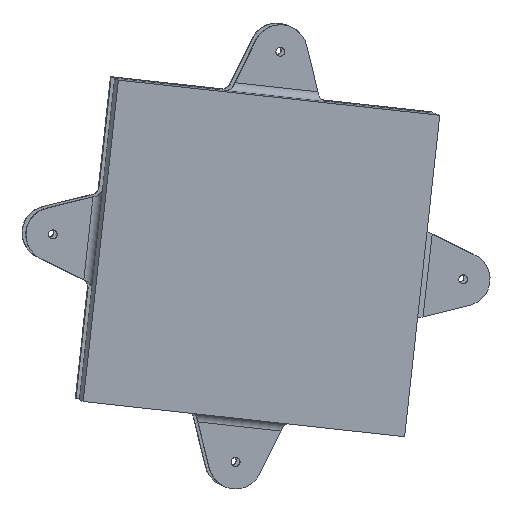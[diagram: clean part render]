
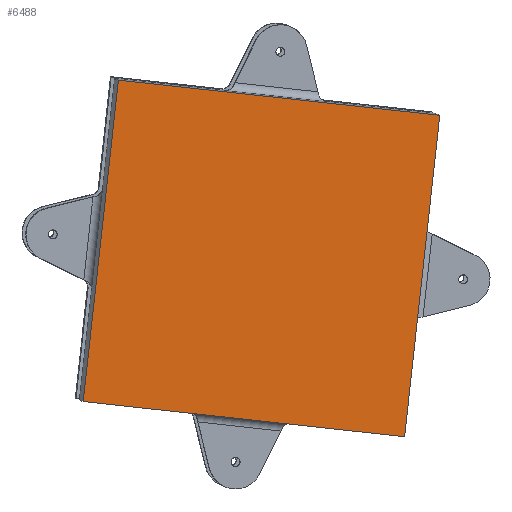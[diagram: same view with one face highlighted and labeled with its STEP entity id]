
A CAD part, front view. The second image highlights one B-rep face of the part: STEP entity #6488.
In plain terms, the highlighted face is planar.
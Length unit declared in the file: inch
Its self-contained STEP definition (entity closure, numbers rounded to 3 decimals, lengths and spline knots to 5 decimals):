
#66 = CARTESIAN_POINT ( 'NONE',  ( -1.8, 3.3, 1.8 ) ) ;
#443 = LINE ( 'NONE', #2522, #4739 ) ;
#581 = CARTESIAN_POINT ( 'NONE',  ( -1.8, 3.3, -1.8 ) ) ;
#655 = VERTEX_POINT ( 'NONE', #5695 ) ;
#751 = CARTESIAN_POINT ( 'NONE',  ( 1.8, 3.3, 1.8 ) ) ;
#768 = EDGE_CURVE ( 'NONE', #2312, #655, #3754, .T. ) ;
#849 = VERTEX_POINT ( 'NONE', #3452 ) ;
#920 = VERTEX_POINT ( 'NONE', #751 ) ;
#1026 = DIRECTION ( 'NONE',  ( -1., 0., 0. ) ) ;
#1096 = EDGE_CURVE ( 'NONE', #920, #849, #4660, .T. ) ;
#1440 = EDGE_CURVE ( 'NONE', #655, #920, #443, .T. ) ;
#1536 = VECTOR ( 'NONE', #5317, 39.37008 ) ;
#1547 = PLANE ( 'NONE',  #5479 ) ;
#1582 = ORIENTED_EDGE ( 'NONE', *, *, #4634, .T. ) ;
#2076 = CARTESIAN_POINT ( 'NONE',  ( 1.8, 3.3, 1.8 ) ) ;
#2144 = CARTESIAN_POINT ( 'NONE',  ( 0.52, 3.3, 0. ) ) ;
#2264 = VECTOR ( 'NONE', #1026, 39.37008 ) ;
#2312 = VERTEX_POINT ( 'NONE', #581 ) ;
#2453 = DIRECTION ( 'NONE',  ( 1., 0., 0. ) ) ;
#2522 = CARTESIAN_POINT ( 'NONE',  ( -1.8, 3.3, 1.8 ) ) ;
#2629 = DIRECTION ( 'NONE',  ( 0., 0., -1. ) ) ;
#3082 = DIRECTION ( 'NONE',  ( 0., -1., 0. ) ) ;
#3201 = EDGE_LOOP ( 'NONE', ( #6486, #1582, #4784, #4801 ) ) ;
#3452 = CARTESIAN_POINT ( 'NONE',  ( 1.8, 3.3, -1.8 ) ) ;
#3754 = LINE ( 'NONE', #66, #1536 ) ;
#4155 = DIRECTION ( 'NONE',  ( 0., 0., -1. ) ) ;
#4634 = EDGE_CURVE ( 'NONE', #849, #2312, #4669, .T. ) ;
#4642 = VECTOR ( 'NONE', #4155, 39.37008 ) ;
#4660 = LINE ( 'NONE', #2076, #4642 ) ;
#4669 = LINE ( 'NONE', #5734, #2264 ) ;
#4739 = VECTOR ( 'NONE', #2453, 39.37008 ) ;
#4784 = ORIENTED_EDGE ( 'NONE', *, *, #768, .T. ) ;
#4801 = ORIENTED_EDGE ( 'NONE', *, *, #1440, .T. ) ;
#5118 = FACE_OUTER_BOUND ( 'NONE', #3201, .T. ) ;
#5317 = DIRECTION ( 'NONE',  ( 0., 0., 1. ) ) ;
#5479 = AXIS2_PLACEMENT_3D ( 'NONE', #2144, #3082, #2629 ) ;
#5695 = CARTESIAN_POINT ( 'NONE',  ( -1.8, 3.3, 1.8 ) ) ;
#5734 = CARTESIAN_POINT ( 'NONE',  ( -1.8, 3.3, -1.8 ) ) ;
#6486 = ORIENTED_EDGE ( 'NONE', *, *, #1096, .T. ) ;
#6488 = ADVANCED_FACE ( 'NONE', ( #5118 ), #1547, .F. ) ;
